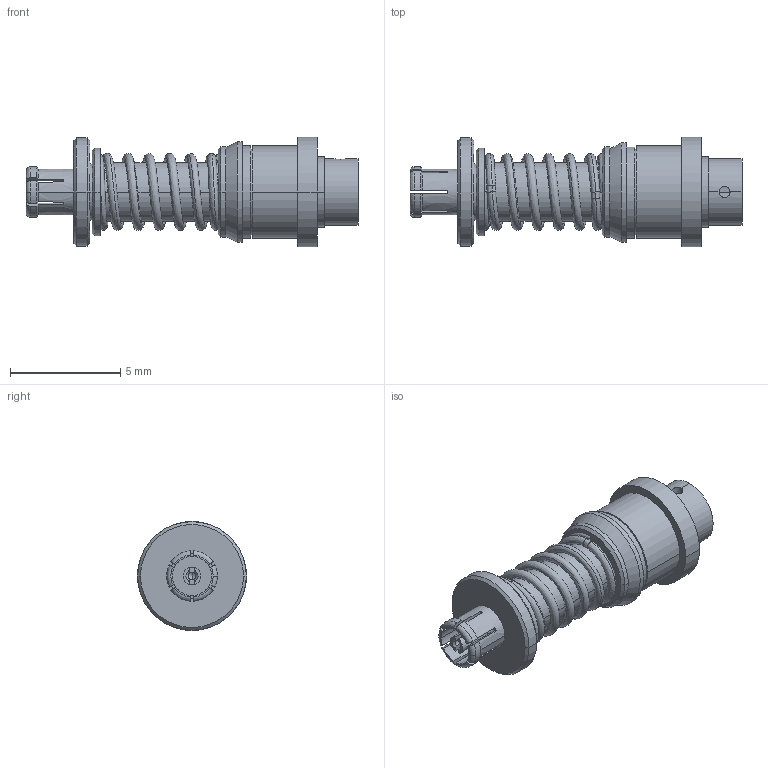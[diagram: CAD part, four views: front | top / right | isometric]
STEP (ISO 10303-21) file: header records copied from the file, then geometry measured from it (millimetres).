
FILE_DESCRIPTION (( 'STEP AP214' ), '1' );
FILE_NAME ('FMCN49816_3D.step', '2025-01-08T20:10:12', ( '' ), ( '' ), 'SwSTEP 2.0', 'SolidWorks 2022', '' );
FILE_SCHEMA (( 'AUTOMOTIVE_DESIGN' ));
Length unit declared in the file: foot
Products named in the file (7): SMPM Female VITA 67.3 Backplane Contact for .086 Cable(005-SC3H0N-NS)^FMCN49816; SMPM Female VITA 67.3 Backplane Contact for .086 Cable(005-SC3H0N-NS)3^SMPM Female VITA 67.3 Backplane Contact for .086 Cable(005-SC3H0N-NS)_FMCN49816; SMPM Female VITA 67.3 Backplane Contact for .086 Cable(005-SC3H0N-NS)1^SMPM Female VITA 67.3 Backplane Contact for .086 Cable(005-SC3H0N-NS)_FMCN49816; SMPM Female VITA 67.3 Backplane Contact for .086 Cable(005-SC3H0N-NS)2^SMPM Female VITA 67.3 Backplane Contact for .086 Cable(005-SC3H0N-NS)_FMCN49816; SMPM Female VITA 67.3 Backplane Contact for .086 Cable(005-SC3H0N-NS)5^SMPM Female VITA 67.3 Backplane Contact for .086 Cable(005-SC3H0N-NS)_FMCN49816; SMPM Female VITA 67.3 Backplane Contact for .086 Cable(005-SC3H0N-NS)4^SMPM Female VITA 67.3 Backplane Contact for .086 Cable(005-SC3H0N-NS)_FMCN49816; FMCN49816_3D
Assembly tree (6 placements, depth 3):
  FMCN49816_3D
    SMPM Female VITA 67.3 Backplane Contact for .086 Cable(005-SC3H0N-NS)^FMCN49816
      SMPM Female VITA 67.3 Backplane Contact for .086 Cable(005-SC3H0N-NS)1^SMPM Female VITA 67.3 Backplane Contact for .086 Cable(005-SC3H0N-NS)_FMCN49816
      SMPM Female VITA 67.3 Backplane Contact for .086 Cable(005-SC3H0N-NS)2^SMPM Female VITA 67.3 Backplane Contact for .086 Cable(005-SC3H0N-NS)_FMCN49816
      SMPM Female VITA 67.3 Backplane Contact for .086 Cable(005-SC3H0N-NS)3^SMPM Female VITA 67.3 Backplane Contact for .086 Cable(005-SC3H0N-NS)_FMCN49816
      SMPM Female VITA 67.3 Backplane Contact for .086 Cable(005-SC3H0N-NS)4^SMPM Female VITA 67.3 Backplane Contact for .086 Cable(005-SC3H0N-NS)_FMCN49816
      SMPM Female VITA 67.3 Backplane Contact for .086 Cable(005-SC3H0N-NS)5^SMPM Female VITA 67.3 Backplane Contact for .086 Cable(005-SC3H0N-NS)_FMCN49816
Bounding box: 15.06 x 4.95 x 4.95 mm (x, y, z)
Volume: 113.9 mm3; surface area: 461.2 mm2
Topology: 5 solids, 6 shells, 156 faces, 372 edges, 236 vertices
Faces by surface type: plane 61, cylinder 50, bspline 24, cone 19, torus 2
Entity records: 9672 total; most frequent: CARTESIAN_POINT 5552, ORIENTED_EDGE 740, DIRECTION 727, EDGE_CURVE 370, AXIS2_PLACEMENT_3D 299, VERTEX_POINT 236, EDGE_LOOP 170, CIRCLE 157
